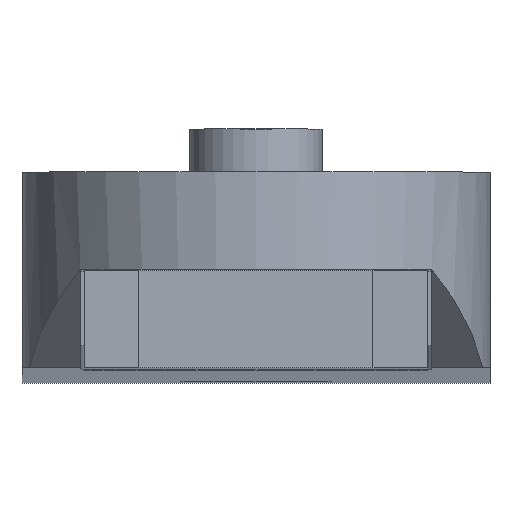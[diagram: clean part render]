
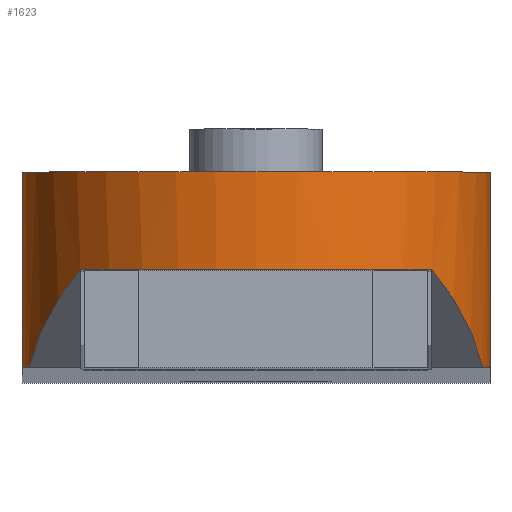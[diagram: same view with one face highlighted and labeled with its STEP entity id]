
A CAD part, top view. The second image highlights one B-rep face of the part: STEP entity #1623.
In plain terms, the highlighted cylindrical face has radius 12 mm (diameter 24 mm), a partial arc.
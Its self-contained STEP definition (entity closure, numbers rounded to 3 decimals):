
#29=ELLIPSE('',#1812,16.971,12.);
#30=ELLIPSE('',#1814,16.971,12.);
#69=CIRCLE('',#1816,12.);
#70=CIRCLE('',#1819,12.);
#71=CIRCLE('',#1824,12.);
#72=CIRCLE('',#1833,12.);
#96=CYLINDRICAL_SURFACE('',#1834,12.);
#158=FACE_OUTER_BOUND('',#247,.T.);
#247=EDGE_LOOP('',(#1330,#1331,#1332,#1333,#1334,#1335,#1336,#1337));
#349=LINE('',#2488,#539);
#398=LINE('',#2606,#588);
#539=VECTOR('',#2018,10.);
#588=VECTOR('',#2127,10.);
#713=VERTEX_POINT('',#2485);
#714=VERTEX_POINT('',#2487);
#743=VERTEX_POINT('',#2568);
#748=VERTEX_POINT('',#2581);
#749=VERTEX_POINT('',#2585);
#750=VERTEX_POINT('',#2589);
#751=VERTEX_POINT('',#2593);
#753=VERTEX_POINT('',#2601);
#885=EDGE_CURVE('',#714,#713,#349,.T.);
#935=EDGE_CURVE('',#749,#743,#29,.T.);
#937=EDGE_CURVE('',#748,#750,#30,.T.);
#940=EDGE_CURVE('',#750,#751,#69,.T.);
#943=EDGE_CURVE('',#753,#714,#70,.T.);
#945=EDGE_CURVE('',#753,#751,#398,.T.);
#947=EDGE_CURVE('',#713,#749,#71,.T.);
#967=EDGE_CURVE('',#743,#748,#72,.T.);
#1330=ORIENTED_EDGE('',*,*,#937,.T.);
#1331=ORIENTED_EDGE('',*,*,#940,.T.);
#1332=ORIENTED_EDGE('',*,*,#945,.F.);
#1333=ORIENTED_EDGE('',*,*,#943,.T.);
#1334=ORIENTED_EDGE('',*,*,#885,.T.);
#1335=ORIENTED_EDGE('',*,*,#947,.T.);
#1336=ORIENTED_EDGE('',*,*,#935,.T.);
#1337=ORIENTED_EDGE('',*,*,#967,.T.);
#1623=ADVANCED_FACE('',(#158),#96,.T.);
#1812=AXIS2_PLACEMENT_3D('',#2586,#2101,#2102);
#1814=AXIS2_PLACEMENT_3D('',#2590,#2106,#2107);
#1816=AXIS2_PLACEMENT_3D('',#2595,#2112,#2113);
#1819=AXIS2_PLACEMENT_3D('',#2602,#2120,#2121);
#1824=AXIS2_PLACEMENT_3D('',#2610,#2133,#2134);
#1833=AXIS2_PLACEMENT_3D('',#2649,#2170,#2171);
#1834=AXIS2_PLACEMENT_3D('',#2650,#2172,#2173);
#2018=DIRECTION('',(0.,0.,1.));
#2101=DIRECTION('center_axis',(0.,-0.707,-0.707));
#2102=DIRECTION('ref_axis',(0.,0.707,-0.707));
#2106=DIRECTION('center_axis',(0.,-0.707,-0.707));
#2107=DIRECTION('ref_axis',(0.,0.707,-0.707));
#2112=DIRECTION('center_axis',(0.,0.,-1.));
#2113=DIRECTION('ref_axis',(1.,0.,0.));
#2120=DIRECTION('center_axis',(0.,0.,1.));
#2121=DIRECTION('ref_axis',(1.,0.,0.));
#2127=DIRECTION('',(0.,0.,1.));
#2133=DIRECTION('center_axis',(0.,0.,-1.));
#2134=DIRECTION('ref_axis',(1.,0.,0.));
#2170=DIRECTION('center_axis',(0.,0.,-1.));
#2171=DIRECTION('ref_axis',(1.,0.,0.));
#2172=DIRECTION('center_axis',(0.,0.,1.));
#2173=DIRECTION('ref_axis',(1.,0.,0.));
#2485=CARTESIAN_POINT('',(-12.,0.,10.));
#2487=CARTESIAN_POINT('',(-12.,0.,0.));
#2488=CARTESIAN_POINT('',(-12.,0.,0.));
#2568=CARTESIAN_POINT('',(-9.,7.937,5.));
#2581=CARTESIAN_POINT('',(9.,7.937,5.));
#2585=CARTESIAN_POINT('',(-11.635,2.937,10.));
#2586=CARTESIAN_POINT('Origin',(0.,0.,12.937));
#2589=CARTESIAN_POINT('',(11.635,2.937,10.));
#2590=CARTESIAN_POINT('Origin',(0.,0.,12.937));
#2593=CARTESIAN_POINT('',(12.,0.,10.));
#2595=CARTESIAN_POINT('Origin',(0.,0.,10.));
#2601=CARTESIAN_POINT('',(12.,0.,0.));
#2602=CARTESIAN_POINT('Origin',(0.,0.,0.));
#2606=CARTESIAN_POINT('',(12.,0.,0.));
#2610=CARTESIAN_POINT('Origin',(0.,0.,10.));
#2649=CARTESIAN_POINT('Origin',(0.,0.,5.));
#2650=CARTESIAN_POINT('Origin',(0.,0.,0.));
